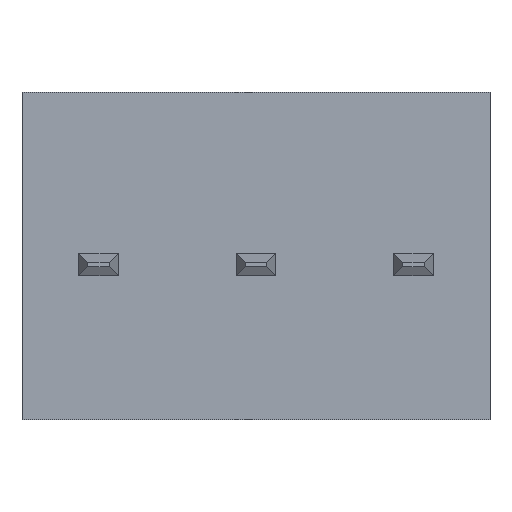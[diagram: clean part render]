
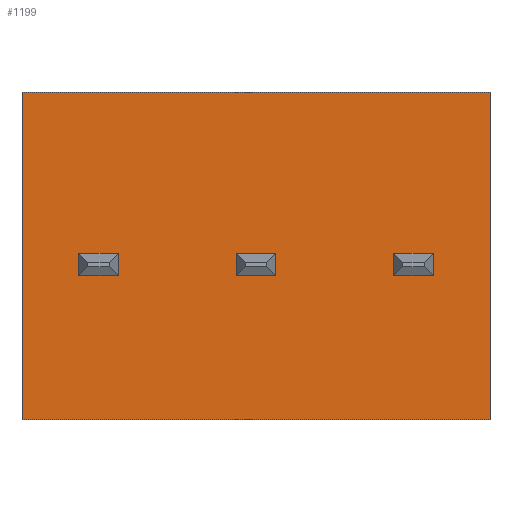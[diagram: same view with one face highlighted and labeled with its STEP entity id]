
A CAD part, front view. The second image highlights one B-rep face of the part: STEP entity #1199.
In plain terms, the highlighted planar face has unit normal (0, -1, 0).
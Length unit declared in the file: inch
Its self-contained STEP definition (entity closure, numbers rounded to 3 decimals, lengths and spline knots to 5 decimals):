
#1=DIRECTION('',(0.,0.,-1.));
#2=VECTOR('',#1,0.287);
#3=CARTESIAN_POINT('',(-0.205,0.,0.1435));
#4=LINE('',#3,#2);
#33=DIRECTION('',(1.,0.,0.));
#34=VECTOR('',#33,0.41);
#35=CARTESIAN_POINT('',(-0.205,0.,0.1435));
#36=LINE('',#35,#34);
#37=DIRECTION('',(0.,0.,-1.));
#38=VECTOR('',#37,0.02);
#39=CARTESIAN_POINT('',(0.1205,0.,0.0025));
#40=LINE('',#39,#38);
#41=DIRECTION('',(1.,0.,0.));
#42=VECTOR('',#41,0.035);
#43=CARTESIAN_POINT('',(0.1205,0.,-0.0175));
#44=LINE('',#43,#42);
#45=DIRECTION('',(0.,0.,-1.));
#46=VECTOR('',#45,0.02);
#47=CARTESIAN_POINT('',(0.1555,0.,0.0025));
#48=LINE('',#47,#46);
#49=DIRECTION('',(1.,0.,0.));
#50=VECTOR('',#49,0.035);
#51=CARTESIAN_POINT('',(0.1205,0.,0.0025));
#52=LINE('',#51,#50);
#53=DIRECTION('',(0.,0.,-1.));
#54=VECTOR('',#53,0.02);
#55=CARTESIAN_POINT('',(-0.0175,0.,0.0025));
#56=LINE('',#55,#54);
#57=DIRECTION('',(1.,0.,0.));
#58=VECTOR('',#57,0.035);
#59=CARTESIAN_POINT('',(-0.0175,0.,-0.0175));
#60=LINE('',#59,#58);
#61=DIRECTION('',(0.,0.,-1.));
#62=VECTOR('',#61,0.02);
#63=CARTESIAN_POINT('',(0.0175,0.,0.0025));
#64=LINE('',#63,#62);
#65=DIRECTION('',(1.,0.,0.));
#66=VECTOR('',#65,0.035);
#67=CARTESIAN_POINT('',(-0.0175,0.,0.0025));
#68=LINE('',#67,#66);
#69=DIRECTION('',(0.,0.,-1.));
#70=VECTOR('',#69,0.02);
#71=CARTESIAN_POINT('',(-0.1555,0.,0.0025));
#72=LINE('',#71,#70);
#73=DIRECTION('',(1.,0.,0.));
#74=VECTOR('',#73,0.035);
#75=CARTESIAN_POINT('',(-0.1555,0.,-0.0175));
#76=LINE('',#75,#74);
#77=DIRECTION('',(0.,0.,-1.));
#78=VECTOR('',#77,0.02);
#79=CARTESIAN_POINT('',(-0.1205,0.,0.0025));
#80=LINE('',#79,#78);
#81=DIRECTION('',(1.,0.,0.));
#82=VECTOR('',#81,0.035);
#83=CARTESIAN_POINT('',(-0.1555,0.,0.0025));
#84=LINE('',#83,#82);
#139=DIRECTION('',(1.,0.,0.));
#140=VECTOR('',#139,0.41);
#141=CARTESIAN_POINT('',(-0.205,0.,-0.1435));
#142=LINE('',#141,#140);
#191=DIRECTION('',(0.,0.,-1.));
#192=VECTOR('',#191,0.287);
#193=CARTESIAN_POINT('',(0.205,0.,0.1435));
#194=LINE('',#193,#192);
#871=CARTESIAN_POINT('',(-0.205,0.,0.1435));
#872=CARTESIAN_POINT('',(-0.205,0.,-0.1435));
#873=VERTEX_POINT('',#871);
#874=VERTEX_POINT('',#872);
#887=CARTESIAN_POINT('',(0.205,0.,0.1435));
#888=CARTESIAN_POINT('',(0.205,0.,-0.1435));
#889=VERTEX_POINT('',#887);
#890=VERTEX_POINT('',#888);
#943=CARTESIAN_POINT('',(0.1205,0.,0.0025));
#944=CARTESIAN_POINT('',(0.1205,0.,-0.0175));
#945=VERTEX_POINT('',#943);
#946=VERTEX_POINT('',#944);
#947=CARTESIAN_POINT('',(0.1555,0.,0.0025));
#948=CARTESIAN_POINT('',(0.1555,0.,-0.0175));
#949=VERTEX_POINT('',#947);
#950=VERTEX_POINT('',#948);
#1103=CARTESIAN_POINT('',(-0.0175,0.,0.0025));
#1104=CARTESIAN_POINT('',(-0.0175,0.,-0.0175));
#1105=VERTEX_POINT('',#1103);
#1106=VERTEX_POINT('',#1104);
#1107=CARTESIAN_POINT('',(0.0175,0.,0.0025));
#1108=CARTESIAN_POINT('',(0.0175,0.,-0.0175));
#1109=VERTEX_POINT('',#1107);
#1110=VERTEX_POINT('',#1108);
#1123=CARTESIAN_POINT('',(-0.1555,0.,0.0025));
#1124=CARTESIAN_POINT('',(-0.1555,0.,-0.0175));
#1125=VERTEX_POINT('',#1123);
#1126=VERTEX_POINT('',#1124);
#1127=CARTESIAN_POINT('',(-0.1205,0.,0.0025));
#1128=CARTESIAN_POINT('',(-0.1205,0.,-0.0175));
#1129=VERTEX_POINT('',#1127);
#1130=VERTEX_POINT('',#1128);
#1155=CARTESIAN_POINT('',(-0.205,0.,0.1435));
#1156=DIRECTION('',(0.,-1.,0.));
#1157=DIRECTION('',(0.,0.,-1.));
#1158=AXIS2_PLACEMENT_3D('',#1155,#1156,#1157);
#1159=PLANE('',#1158);
#1160=ORIENTED_EDGE('',*,*,#1136,.F.);
#1162=ORIENTED_EDGE('',*,*,#1161,.T.);
#1164=ORIENTED_EDGE('',*,*,#1163,.T.);
#1166=ORIENTED_EDGE('',*,*,#1165,.F.);
#1167=EDGE_LOOP('',(#1160,#1162,#1164,#1166));
#1168=FACE_OUTER_BOUND('',#1167,.F.);
#1170=ORIENTED_EDGE('',*,*,#1169,.T.);
#1172=ORIENTED_EDGE('',*,*,#1171,.T.);
#1174=ORIENTED_EDGE('',*,*,#1173,.F.);
#1176=ORIENTED_EDGE('',*,*,#1175,.F.);
#1177=EDGE_LOOP('',(#1170,#1172,#1174,#1176));
#1178=FACE_BOUND('',#1177,.F.);
#1180=ORIENTED_EDGE('',*,*,#1179,.T.);
#1182=ORIENTED_EDGE('',*,*,#1181,.T.);
#1184=ORIENTED_EDGE('',*,*,#1183,.F.);
#1186=ORIENTED_EDGE('',*,*,#1185,.F.);
#1187=EDGE_LOOP('',(#1180,#1182,#1184,#1186));
#1188=FACE_BOUND('',#1187,.F.);
#1190=ORIENTED_EDGE('',*,*,#1189,.T.);
#1192=ORIENTED_EDGE('',*,*,#1191,.T.);
#1194=ORIENTED_EDGE('',*,*,#1193,.F.);
#1196=ORIENTED_EDGE('',*,*,#1195,.F.);
#1197=EDGE_LOOP('',(#1190,#1192,#1194,#1196));
#1198=FACE_BOUND('',#1197,.F.);
#1199=ADVANCED_FACE('',(#1168,#1178,#1188,#1198),#1159,.T.);
#1136=EDGE_CURVE('',#873,#874,#4,.T.);
#1161=EDGE_CURVE('',#873,#889,#36,.T.);
#1163=EDGE_CURVE('',#889,#890,#194,.T.);
#1165=EDGE_CURVE('',#874,#890,#142,.T.);
#1169=EDGE_CURVE('',#945,#946,#40,.T.);
#1171=EDGE_CURVE('',#946,#950,#44,.T.);
#1173=EDGE_CURVE('',#949,#950,#48,.T.);
#1175=EDGE_CURVE('',#945,#949,#52,.T.);
#1179=EDGE_CURVE('',#1105,#1106,#56,.T.);
#1181=EDGE_CURVE('',#1106,#1110,#60,.T.);
#1183=EDGE_CURVE('',#1109,#1110,#64,.T.);
#1185=EDGE_CURVE('',#1105,#1109,#68,.T.);
#1189=EDGE_CURVE('',#1125,#1126,#72,.T.);
#1191=EDGE_CURVE('',#1126,#1130,#76,.T.);
#1193=EDGE_CURVE('',#1129,#1130,#80,.T.);
#1195=EDGE_CURVE('',#1125,#1129,#84,.T.);
